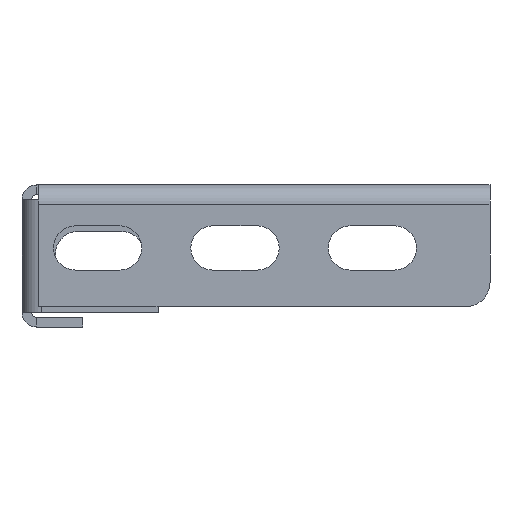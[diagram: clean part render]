
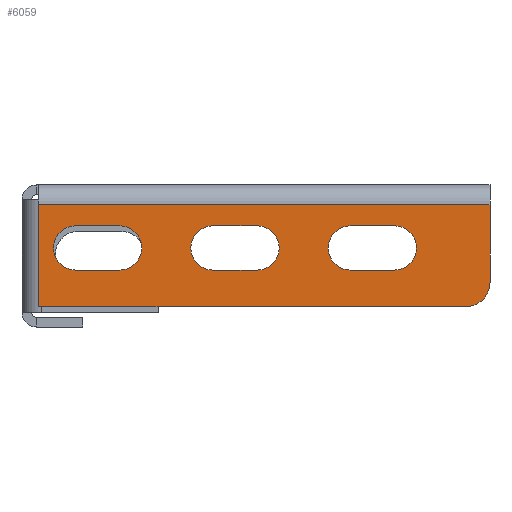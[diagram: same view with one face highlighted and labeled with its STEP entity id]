
A CAD part, left-side view. The second image highlights one B-rep face of the part: STEP entity #6059.
In plain terms, the highlighted planar face has unit normal (-1, 0, 0).
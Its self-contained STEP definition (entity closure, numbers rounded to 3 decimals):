
#2108=DIRECTION('',(0.,1.,0.));
#2109=VECTOR('',#2108,92.);
#2110=CARTESIAN_POINT('',(21.,0.,-2.));
#2111=LINE('',#2110,#2109);
#2122=DIRECTION('',(0.,0.,1.));
#2123=VECTOR('',#2122,15.858);
#2124=CARTESIAN_POINT('',(21.,0.,-17.858));
#2125=LINE('',#2124,#2123);
#2126=CARTESIAN_POINT('',(21.,5.,-17.858));
#2127=DIRECTION('',(-1.,0.,0.));
#2128=DIRECTION('',(0.,0.,-1.));
#2129=AXIS2_PLACEMENT_3D('',#2126,#2127,#2128);
#2131=DIRECTION('',(0.,-1.,0.));
#2132=VECTOR('',#2131,87.);
#2133=CARTESIAN_POINT('',(21.,92.,-22.858));
#2134=LINE('',#2133,#2132);
#2135=DIRECTION('',(0.,0.,-1.));
#2136=VECTOR('',#2135,20.858);
#2137=CARTESIAN_POINT('',(21.,92.,-2.));
#2138=LINE('',#2137,#2136);
#2139=DIRECTION('',(0.,-1.,0.));
#2140=VECTOR('',#2139,9.);
#2141=CARTESIAN_POINT('',(21.,84.5,-6.358));
#2142=LINE('',#2141,#2140);
#2143=CARTESIAN_POINT('',(21.,84.5,-10.858));
#2144=DIRECTION('',(1.,0.,0.));
#2145=DIRECTION('',(0.,0.,-1.));
#2146=AXIS2_PLACEMENT_3D('',#2143,#2144,#2145);
#2148=DIRECTION('',(0.,1.,0.));
#2149=VECTOR('',#2148,9.);
#2150=CARTESIAN_POINT('',(21.,75.5,-15.358));
#2151=LINE('',#2150,#2149);
#2152=CARTESIAN_POINT('',(21.,75.5,-10.858));
#2153=DIRECTION('',(1.,0.,0.));
#2154=DIRECTION('',(0.,0.,1.));
#2155=AXIS2_PLACEMENT_3D('',#2152,#2153,#2154);
#2157=CARTESIAN_POINT('',(21.,56.5,-10.858));
#2158=DIRECTION('',(1.,0.,0.));
#2159=DIRECTION('',(0.,0.,-1.));
#2160=AXIS2_PLACEMENT_3D('',#2157,#2158,#2159);
#2162=DIRECTION('',(0.,1.,0.));
#2163=VECTOR('',#2162,9.);
#2164=CARTESIAN_POINT('',(21.,47.5,-15.358));
#2165=LINE('',#2164,#2163);
#2166=CARTESIAN_POINT('',(21.,47.5,-10.858));
#2167=DIRECTION('',(1.,0.,0.));
#2168=DIRECTION('',(0.,0.,1.));
#2169=AXIS2_PLACEMENT_3D('',#2166,#2167,#2168);
#2171=DIRECTION('',(0.,-1.,0.));
#2172=VECTOR('',#2171,9.);
#2173=CARTESIAN_POINT('',(21.,56.5,-6.358));
#2174=LINE('',#2173,#2172);
#2175=CARTESIAN_POINT('',(21.,28.5,-10.858));
#2176=DIRECTION('',(1.,0.,0.));
#2177=DIRECTION('',(0.,0.,-1.));
#2178=AXIS2_PLACEMENT_3D('',#2175,#2176,#2177);
#2180=DIRECTION('',(0.,1.,0.));
#2181=VECTOR('',#2180,9.);
#2182=CARTESIAN_POINT('',(21.,19.5,-15.358));
#2183=LINE('',#2182,#2181);
#2184=CARTESIAN_POINT('',(21.,19.5,-10.858));
#2185=DIRECTION('',(1.,0.,0.));
#2186=DIRECTION('',(0.,0.,1.));
#2187=AXIS2_PLACEMENT_3D('',#2184,#2185,#2186);
#2189=DIRECTION('',(0.,-1.,0.));
#2190=VECTOR('',#2189,9.);
#2191=CARTESIAN_POINT('',(21.,28.5,-6.358));
#2192=LINE('',#2191,#2190);
#3429=CARTESIAN_POINT('',(21.,92.,-22.858));
#3430=CARTESIAN_POINT('',(21.,5.,-22.858));
#3431=VERTEX_POINT('',#3429);
#3432=VERTEX_POINT('',#3430);
#3433=CARTESIAN_POINT('',(21.,0.,-17.858));
#3434=VERTEX_POINT('',#3433);
#3539=CARTESIAN_POINT('',(21.,84.5,-6.358));
#3540=CARTESIAN_POINT('',(21.,75.5,-6.358));
#3541=VERTEX_POINT('',#3539);
#3542=VERTEX_POINT('',#3540);
#3543=CARTESIAN_POINT('',(21.,75.5,-15.358));
#3544=VERTEX_POINT('',#3543);
#3545=CARTESIAN_POINT('',(21.,84.5,-15.358));
#3546=VERTEX_POINT('',#3545);
#3547=CARTESIAN_POINT('',(21.,56.5,-15.358));
#3548=CARTESIAN_POINT('',(21.,56.5,-6.358));
#3549=VERTEX_POINT('',#3547);
#3550=VERTEX_POINT('',#3548);
#3551=CARTESIAN_POINT('',(21.,47.5,-6.358));
#3552=VERTEX_POINT('',#3551);
#3553=CARTESIAN_POINT('',(21.,47.5,-15.358));
#3554=VERTEX_POINT('',#3553);
#3555=CARTESIAN_POINT('',(21.,28.5,-15.358));
#3556=CARTESIAN_POINT('',(21.,28.5,-6.358));
#3557=VERTEX_POINT('',#3555);
#3558=VERTEX_POINT('',#3556);
#3559=CARTESIAN_POINT('',(21.,19.5,-6.358));
#3560=VERTEX_POINT('',#3559);
#3561=CARTESIAN_POINT('',(21.,19.5,-15.358));
#3562=VERTEX_POINT('',#3561);
#4187=CARTESIAN_POINT('',(21.,92.,-2.));
#4188=VERTEX_POINT('',#4187);
#4189=CARTESIAN_POINT('',(21.,0.,-2.));
#4190=VERTEX_POINT('',#4189);
#6013=CARTESIAN_POINT('',(21.,0.,-22.858));
#6014=DIRECTION('',(-1.,0.,0.));
#6015=DIRECTION('',(0.,0.,1.));
#6016=AXIS2_PLACEMENT_3D('',#6013,#6014,#6015);
#6017=PLANE('',#6016);
#6018=ORIENTED_EDGE('',*,*,#6003,.F.);
#6020=ORIENTED_EDGE('',*,*,#6019,.F.);
#6022=ORIENTED_EDGE('',*,*,#6021,.F.);
#6024=ORIENTED_EDGE('',*,*,#6023,.F.);
#6026=ORIENTED_EDGE('',*,*,#6025,.F.);
#6027=EDGE_LOOP('',(#6018,#6020,#6022,#6024,#6026));
#6028=FACE_OUTER_BOUND('',#6027,.F.);
#6030=ORIENTED_EDGE('',*,*,#6029,.F.);
#6032=ORIENTED_EDGE('',*,*,#6031,.F.);
#6034=ORIENTED_EDGE('',*,*,#6033,.F.);
#6036=ORIENTED_EDGE('',*,*,#6035,.F.);
#6037=EDGE_LOOP('',(#6030,#6032,#6034,#6036));
#6038=FACE_BOUND('',#6037,.F.);
#6040=ORIENTED_EDGE('',*,*,#6039,.F.);
#6042=ORIENTED_EDGE('',*,*,#6041,.F.);
#6044=ORIENTED_EDGE('',*,*,#6043,.F.);
#6046=ORIENTED_EDGE('',*,*,#6045,.F.);
#6047=EDGE_LOOP('',(#6040,#6042,#6044,#6046));
#6048=FACE_BOUND('',#6047,.F.);
#6050=ORIENTED_EDGE('',*,*,#6049,.F.);
#6052=ORIENTED_EDGE('',*,*,#6051,.F.);
#6054=ORIENTED_EDGE('',*,*,#6053,.F.);
#6056=ORIENTED_EDGE('',*,*,#6055,.F.);
#6057=EDGE_LOOP('',(#6050,#6052,#6054,#6056));
#6058=FACE_BOUND('',#6057,.F.);
#6059=ADVANCED_FACE('',(#6028,#6038,#6048,#6058),#6017,.T.);
#2130=CIRCLE('',#2129,5.);
#2147=CIRCLE('',#2146,4.5);
#2156=CIRCLE('',#2155,4.5);
#2161=CIRCLE('',#2160,4.5);
#2170=CIRCLE('',#2169,4.5);
#2179=CIRCLE('',#2178,4.5);
#2188=CIRCLE('',#2187,4.5);
#6003=EDGE_CURVE('',#4190,#4188,#2111,.T.);
#6019=EDGE_CURVE('',#3434,#4190,#2125,.T.);
#6021=EDGE_CURVE('',#3432,#3434,#2130,.T.);
#6023=EDGE_CURVE('',#3431,#3432,#2134,.T.);
#6025=EDGE_CURVE('',#4188,#3431,#2138,.T.);
#6029=EDGE_CURVE('',#3541,#3542,#2142,.T.);
#6031=EDGE_CURVE('',#3546,#3541,#2147,.T.);
#6033=EDGE_CURVE('',#3544,#3546,#2151,.T.);
#6035=EDGE_CURVE('',#3542,#3544,#2156,.T.);
#6039=EDGE_CURVE('',#3549,#3550,#2161,.T.);
#6041=EDGE_CURVE('',#3554,#3549,#2165,.T.);
#6043=EDGE_CURVE('',#3552,#3554,#2170,.T.);
#6045=EDGE_CURVE('',#3550,#3552,#2174,.T.);
#6049=EDGE_CURVE('',#3557,#3558,#2179,.T.);
#6051=EDGE_CURVE('',#3562,#3557,#2183,.T.);
#6053=EDGE_CURVE('',#3560,#3562,#2188,.T.);
#6055=EDGE_CURVE('',#3558,#3560,#2192,.T.);
